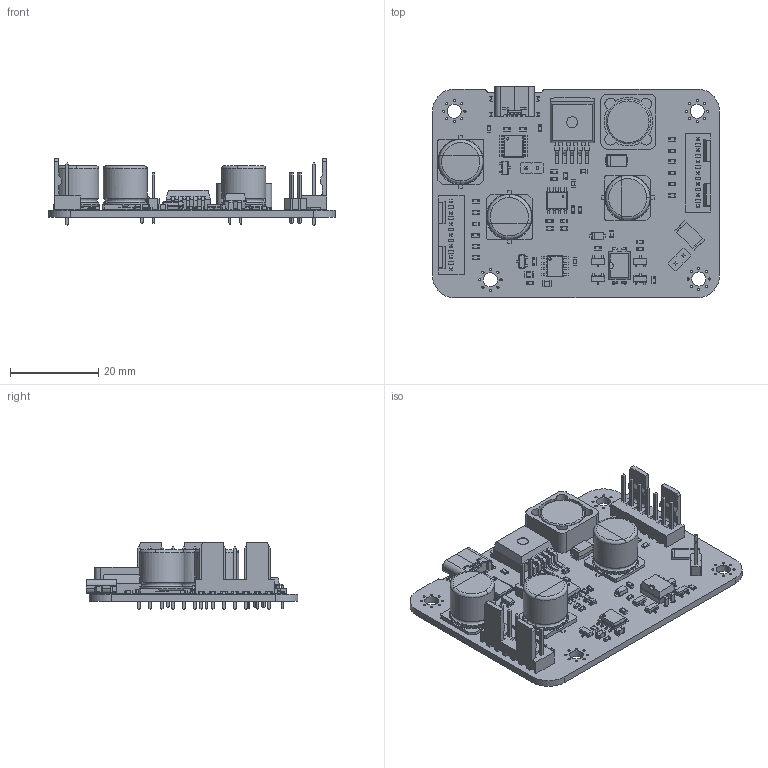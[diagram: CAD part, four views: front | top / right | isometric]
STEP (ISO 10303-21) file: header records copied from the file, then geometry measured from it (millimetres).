
FILE_DESCRIPTION(('KiCad electronic assembly'),'2;1');
FILE_NAME('UniCharger.step','2025-02-14T20:15:38',('Pcbnew'),('Kicad'), 'Open CASCADE STEP processor 7.8','KiCad to STEP converter','Unknown' );
FILE_SCHEMA(('AUTOMOTIVE_DESIGN { 1 0 10303 214 1 1 1 1 }'));
Length unit declared in the file: millimetre
Products named in the file (38): UniCharger 1; TO-263-5_TabPin3; CQ assembly; R_0603_1608Metric; LED_0603_1608Metric; SO-8_3.9x4.9mm_P1.27mm; CP_Elec_10x10; DIP-4_W7.62mm; Molex_KK-254_AE-6410-07A_1x07_P2.54mm_Vertical; Molex_AE_6410_07A; SOT-23; SOT_23; C_0805_2012Metric; USB_C_Receptacle_GCT_USB4135-GF-A_6P_TopMnt_Horizontal; USB_C_Receptacle_6P_TopMnt_Horizontal_GCT_USB4135-GF-A; SOIC-8_3.9x4.9mm_P1.27mm; SOIC_8_39x49mm_P127mm; PinHeader_1x02_P2.54mm_Vertical; PinHeader_1x02_P254mm_Vertical; R_2512_6332Metric; C_0603_1608Metric; D_SOD-123F; D_SOD_123F; TSSOP-16_4.4x5mm_P0.65mm; TSSOP_16_44x5mm_P065mm; L_Bourns_SRR1260; SRR1260; D_SMA; _autosave-Universal_battery_charger_PCB
Assembly tree (79 placements, depth 3):
  UniCharger 1
    TO-263-5_TabPin3
      CQ assembly
    R_0603_1608Metric  x27
      R_0603_1608Metric
    LED_0603_1608Metric  x3
      LED_0603_1608Metric
    SO-8_3.9x4.9mm_P1.27mm
      CQ assembly
    CP_Elec_10x10  x3
      CP_Elec_10x10
    DIP-4_W7.62mm
      DIP-4_W7.62mm
    Molex_KK-254_AE-6410-07A_1x07_P2.54mm_Vertical  x2
      Molex_AE_6410_07A
    SOT-23  x6
      SOT_23
    C_0805_2012Metric  x2
      C_0805_2012Metric
    USB_C_Receptacle_GCT_USB4135-GF-A_6P_TopMnt_Horizontal
      USB_C_Receptacle_6P_TopMnt_Horizontal_GCT_USB4135-GF-A
    SOIC-8_3.9x4.9mm_P1.27mm
      SOIC_8_39x49mm_P127mm
    PinHeader_1x02_P2.54mm_Vertical  x2
      PinHeader_1x02_P254mm_Vertical
    R_2512_6332Metric
      R_2512_6332Metric
    C_0603_1608Metric  x5
      C_0603_1608Metric
    D_SOD-123F
      D_SOD_123F
    TSSOP-16_4.4x5mm_P0.65mm
      TSSOP_16_44x5mm_P065mm
    L_Bourns_SRR1260
      SRR1260
    D_SMA
      D_SMA
    _autosave-Universal_battery_charger_PCB
Bounding box: 64.94 x 47.96 x 15.26 mm (x, y, z)
Volume: 9608.2 mm3; surface area: 13019.1 mm2
Topology: 91 solids, 91 shells, 3723 faces, 9455 edges, 5976 vertices
Faces by surface type: plane 2612, cylinder 815, bspline 280, torus 13, revolution 3
Full cylindrical faces by diameter (mm): 0.4 x2, 0.5 x33, 0.6 x1, 0.8 x4, 1 x4, 1.19 x14, 2.5 x1, 3.2 x4, 10 x7
Entity records: 75381 total; most frequent: CARTESIAN_POINT 11924, ORIENTED_EDGE 10666, DIRECTION 10133, EDGE_CURVE 5325, LINE 4244, VECTOR 4244, VERTEX_POINT 3364, AXIS2_PLACEMENT_3D 2944
